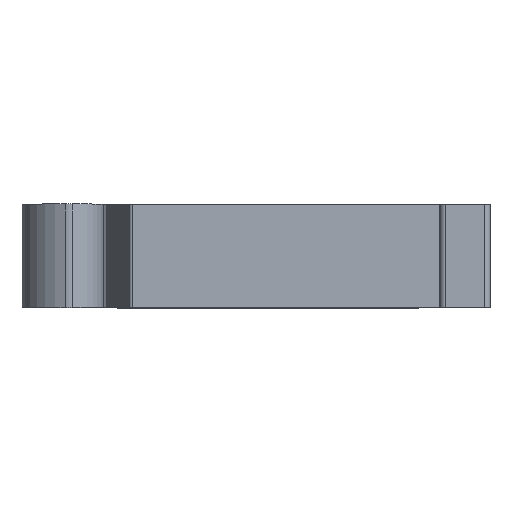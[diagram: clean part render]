
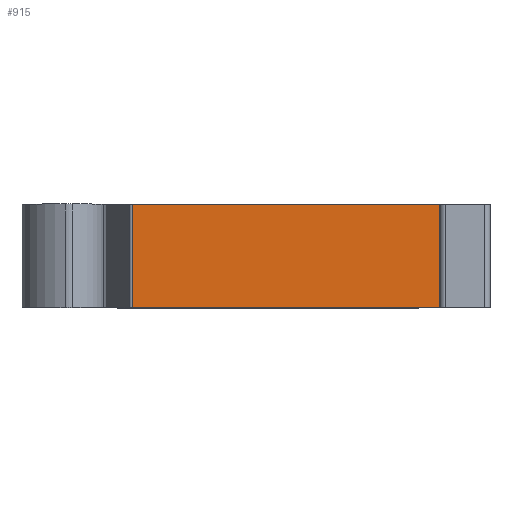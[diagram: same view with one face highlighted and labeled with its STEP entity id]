
A CAD part, top view. The second image highlights one B-rep face of the part: STEP entity #915.
In plain terms, the highlighted planar face has unit normal (0, 0, 1).
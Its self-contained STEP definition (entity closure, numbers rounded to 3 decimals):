
#1=DIRECTION('',(1.,0.,0.));
#2=VECTOR('',#1,29.982);
#3=CARTESIAN_POINT('',(-12.482,-4.75,15.604));
#4=LINE('',#3,#2);
#171=DIRECTION('',(0.,1.,0.));
#172=VECTOR('',#171,9.5);
#173=CARTESIAN_POINT('',(-12.482,-4.75,15.604));
#174=LINE('',#173,#172);
#175=DIRECTION('',(1.,0.,0.));
#176=VECTOR('',#175,30.182);
#177=CARTESIAN_POINT('',(-12.482,4.75,15.604));
#178=LINE('',#177,#176);
#179=DIRECTION('',(0.,-1.,0.));
#180=VECTOR('',#179,9.3);
#181=CARTESIAN_POINT('',(17.5,4.55,15.604));
#182=LINE('',#181,#180);
#613=DIRECTION('',(0.707,0.707,0.));
#614=VECTOR('',#613,0.283);
#615=CARTESIAN_POINT('',(17.5,4.55,15.604));
#616=LINE('',#615,#614);
#638=CARTESIAN_POINT('',(17.5,-4.75,15.604));
#640=VERTEX_POINT('',#638);
#680=CARTESIAN_POINT('',(-12.482,4.75,15.604));
#682=VERTEX_POINT('',#680);
#683=CARTESIAN_POINT('',(-12.482,-4.75,15.604));
#684=VERTEX_POINT('',#683);
#763=CARTESIAN_POINT('',(17.5,4.55,15.604));
#765=VERTEX_POINT('',#763);
#767=CARTESIAN_POINT('',(17.7,4.75,15.604));
#769=VERTEX_POINT('',#767);
#899=CARTESIAN_POINT('',(15.8,4.75,15.604));
#900=DIRECTION('',(0.,0.,-1.));
#901=DIRECTION('',(-1.,0.,0.));
#902=AXIS2_PLACEMENT_3D('',#899,#900,#901);
#903=PLANE('',#902);
#904=ORIENTED_EDGE('',*,*,#818,.F.);
#906=ORIENTED_EDGE('',*,*,#905,.T.);
#908=ORIENTED_EDGE('',*,*,#907,.T.);
#910=ORIENTED_EDGE('',*,*,#909,.F.);
#912=ORIENTED_EDGE('',*,*,#911,.T.);
#913=EDGE_LOOP('',(#904,#906,#908,#910,#912));
#914=FACE_OUTER_BOUND('',#913,.F.);
#915=ADVANCED_FACE('',(#914),#903,.F.);
#818=EDGE_CURVE('',#684,#640,#4,.T.);
#905=EDGE_CURVE('',#684,#682,#174,.T.);
#907=EDGE_CURVE('',#682,#769,#178,.T.);
#909=EDGE_CURVE('',#765,#769,#616,.T.);
#911=EDGE_CURVE('',#765,#640,#182,.T.);
